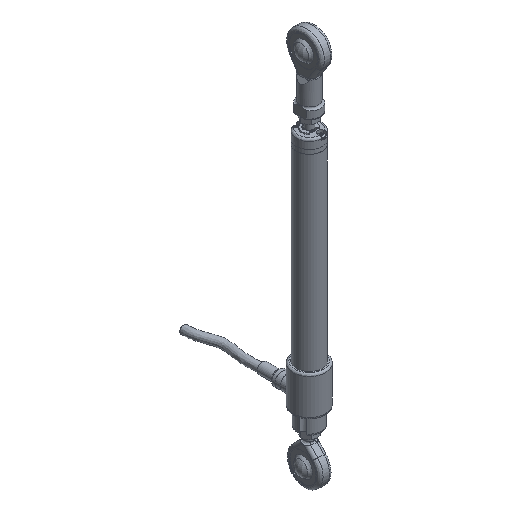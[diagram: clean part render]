
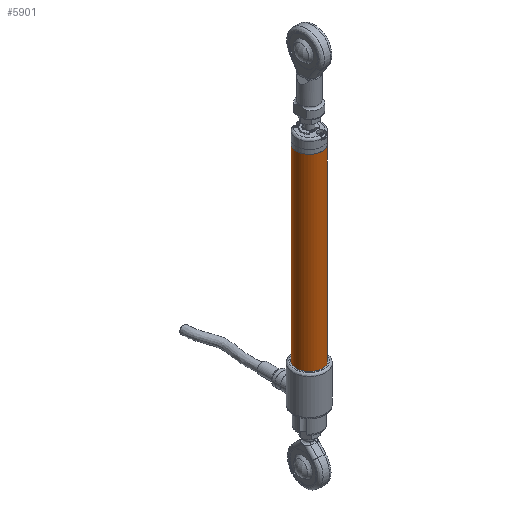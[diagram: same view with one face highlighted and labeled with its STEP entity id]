
A CAD part, isometric view. The second image highlights one B-rep face of the part: STEP entity #5901.
In plain terms, the highlighted cylindrical face has radius 6.35 mm (diameter 12.7 mm), a full revolution.
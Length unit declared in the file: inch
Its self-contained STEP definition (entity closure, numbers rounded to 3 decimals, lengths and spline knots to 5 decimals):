
#491 = VERTEX_POINT ( 'NONE', #9726 ) ;
#2127 = CARTESIAN_POINT ( 'NONE',  ( 0.12351, -0.21736, -0.9311 ) ) ;
#2359 = AXIS2_PLACEMENT_3D ( 'NONE', #7481, #16674, #25530 ) ;
#3024 = CARTESIAN_POINT ( 'NONE',  ( 0., 0., -4.96654 ) ) ;
#3901 = EDGE_LOOP ( 'NONE', ( #10551 ) ) ;
#5901 = ADVANCED_FACE ( 'NONE', ( #6836, #25467 ), #15733, .T. ) ;
#6836 = FACE_OUTER_BOUND ( 'NONE', #11743, .T. ) ;
#7481 = CARTESIAN_POINT ( 'NONE',  ( 0., 0., -0.9311 ) ) ;
#8809 = DIRECTION ( 'NONE',  ( 0.494, -0.869, 0. ) ) ;
#9726 = CARTESIAN_POINT ( 'NONE',  ( 0.12351, -0.21736, -4.96654 ) ) ;
#10551 = ORIENTED_EDGE ( 'NONE', *, *, #29651, .T. ) ;
#11369 = EDGE_CURVE ( 'NONE', #491, #491, #28397, .T. ) ;
#11743 = EDGE_LOOP ( 'NONE', ( #12714 ) ) ;
#12714 = ORIENTED_EDGE ( 'NONE', *, *, #11369, .T. ) ;
#15733 = CYLINDRICAL_SURFACE ( 'NONE', #21232, 0.25 ) ;
#16674 = DIRECTION ( 'NONE',  ( 0., 0., -1. ) ) ;
#20254 = CARTESIAN_POINT ( 'NONE',  ( 0., 0., -0.9311 ) ) ;
#21232 = AXIS2_PLACEMENT_3D ( 'NONE', #20254, #22497, #8809 ) ;
#21410 = DIRECTION ( 'NONE',  ( 0.494, -0.869, 0. ) ) ;
#22497 = DIRECTION ( 'NONE',  ( 0., 0., -1. ) ) ;
#22653 = VERTEX_POINT ( 'NONE', #2127 ) ;
#24033 = CIRCLE ( 'NONE', #2359, 0.25 ) ;
#25467 = FACE_OUTER_BOUND ( 'NONE', #3901, .T. ) ;
#25530 = DIRECTION ( 'NONE',  ( 0.494, -0.869, 0. ) ) ;
#26049 = DIRECTION ( 'NONE',  ( 0., 0., 1. ) ) ;
#28397 = CIRCLE ( 'NONE', #29343, 0.25 ) ;
#29343 = AXIS2_PLACEMENT_3D ( 'NONE', #3024, #26049, #21410 ) ;
#29651 = EDGE_CURVE ( 'NONE', #22653, #22653, #24033, .T. ) ;
